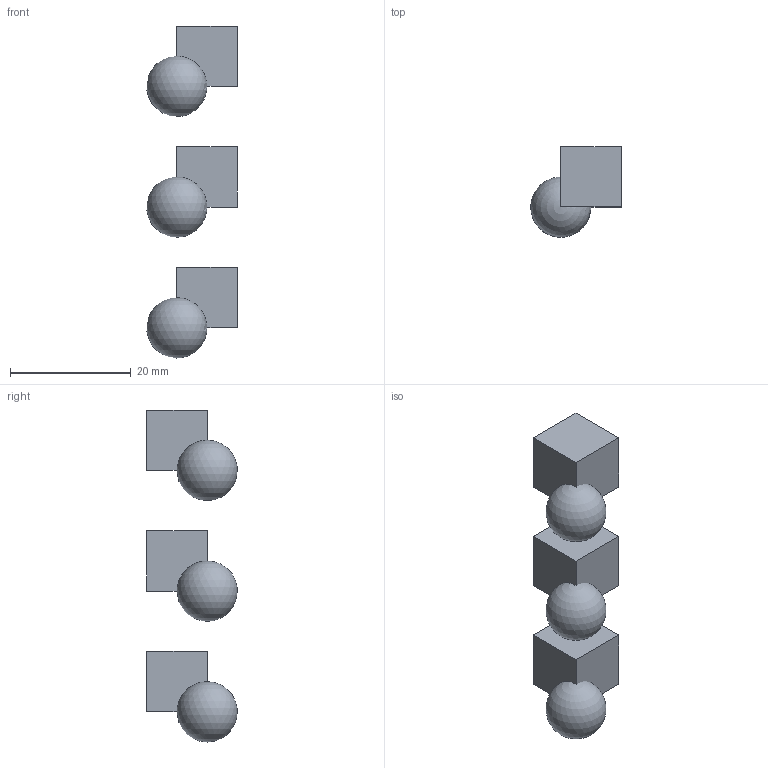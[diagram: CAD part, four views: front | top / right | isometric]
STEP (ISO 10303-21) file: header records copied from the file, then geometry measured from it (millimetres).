
FILE_DESCRIPTION(('FreeCAD Model'),'2;1');
FILE_NAME('02_BooleanSolids.step','2019-05-19T22:26:39',('Author'),(''), 'Open CASCADE STEP processor 7.3','FreeCAD','Unknown');
FILE_SCHEMA(('AUTOMOTIVE_DESIGN { 1 0 10303 214 1 1 1 1 }'));
Length unit declared in the file: millimetre
Products named in the file (10): BooleanSolids; Sphere000; Cube000; Cut; Cube001; Sphere001; Fusion; Sphere002; Cube002; Common
Assembly tree (9 placements, depth 2):
  BooleanSolids
    Sphere000
    Cube000
    Cut
    Cube001
    Sphere001
    Fusion
    Sphere002
    Cube002
    Common
Bounding box: 14.96 x 14.96 x 55 mm (x, y, z)
Volume: 7028.9 mm3; surface area: 4237 mm2
Topology: 9 solids, 9 shells, 39 faces, 86 edges, 55 vertices
Faces by surface type: plane 33, sphere 6
Entity records: 2275 total; most frequent: CARTESIAN_POINT 338, DIRECTION 324, LINE 200, VECTOR 200, ORIENTED_EDGE 146, PCURVE 146, DEFINITIONAL_REPRESENTATION 146, EDGE_CURVE 73
